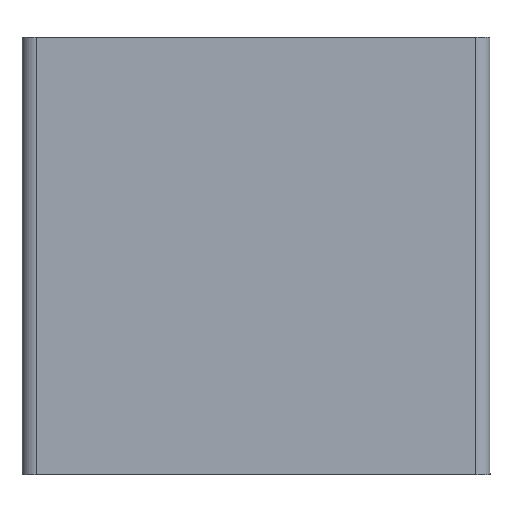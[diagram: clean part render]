
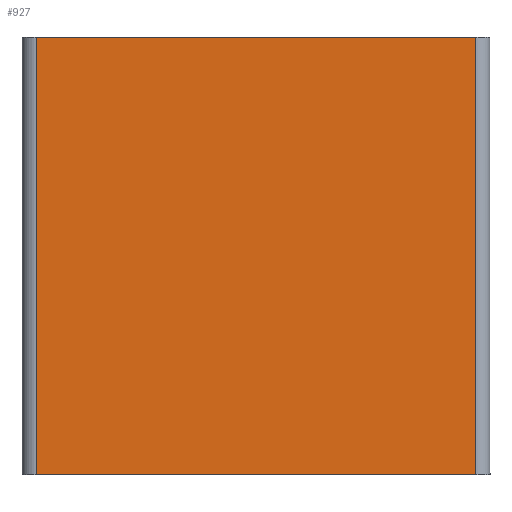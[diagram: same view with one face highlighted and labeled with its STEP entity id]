
A CAD part, left-side view. The second image highlights one B-rep face of the part: STEP entity #927.
In plain terms, the highlighted planar face has unit normal (-1, 0, 0).
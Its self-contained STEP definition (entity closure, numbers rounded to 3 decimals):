
#41=PLANE('',#1002);
#72=FACE_OUTER_BOUND('',#126,.T.);
#126=EDGE_LOOP('',(#672,#673,#674,#675));
#203=LINE('',#1407,#294);
#205=LINE('',#1413,#296);
#209=LINE('',#1423,#300);
#210=LINE('',#1424,#301);
#294=VECTOR('',#1122,10.);
#296=VECTOR('',#1128,10.);
#300=VECTOR('',#1136,10.);
#301=VECTOR('',#1137,10.);
#433=VERTEX_POINT('',#1404);
#434=VERTEX_POINT('',#1406);
#436=VERTEX_POINT('',#1412);
#440=VERTEX_POINT('',#1422);
#525=EDGE_CURVE('',#433,#434,#203,.T.);
#528=EDGE_CURVE('',#436,#434,#205,.F.);
#533=EDGE_CURVE('',#440,#433,#209,.T.);
#534=EDGE_CURVE('',#436,#440,#210,.T.);
#672=ORIENTED_EDGE('',*,*,#525,.F.);
#673=ORIENTED_EDGE('',*,*,#533,.F.);
#674=ORIENTED_EDGE('',*,*,#534,.F.);
#675=ORIENTED_EDGE('',*,*,#528,.T.);
#927=ADVANCED_FACE('',(#72),#41,.F.);
#1002=AXIS2_PLACEMENT_3D('',#1421,#1134,#1135);
#1122=DIRECTION('',(0.,0.,-1.));
#1128=DIRECTION('',(0.,1.,0.));
#1134=DIRECTION('center_axis',(1.,0.,0.));
#1135=DIRECTION('ref_axis',(0.,0.,
-1.));
#1136=DIRECTION('',(0.,-1.,0.));
#1137=DIRECTION('',(0.,0.,1.));
#1404=CARTESIAN_POINT('',(-160.323,-990.93,464.636));
#1406=CARTESIAN_POINT('',(-160.323,-990.93,404.136));
#1407=CARTESIAN_POINT('',(-160.323,-990.93,457.036));
#1412=CARTESIAN_POINT('',(-160.323,-930.23,404.136));
#1413=CARTESIAN_POINT('',(-160.323,-932.377,404.136));
#1421=CARTESIAN_POINT('Origin',(-160.323,-927.731,456.236));
#1422=CARTESIAN_POINT('',(-160.323,-930.23,464.636));
#1423=CARTESIAN_POINT('',(-160.323,-930.23,464.636));
#1424=CARTESIAN_POINT('',(-160.323,-930.23,457.036));
